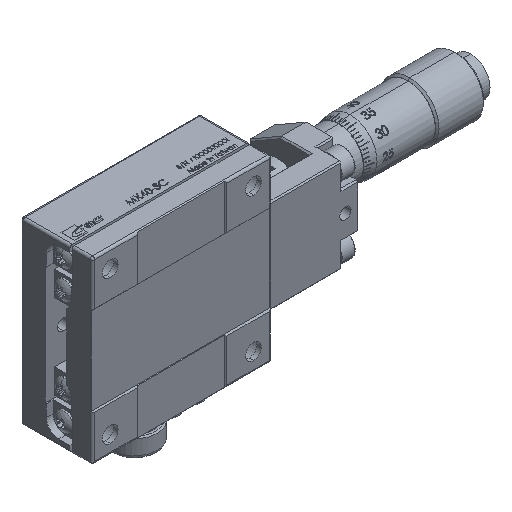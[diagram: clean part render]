
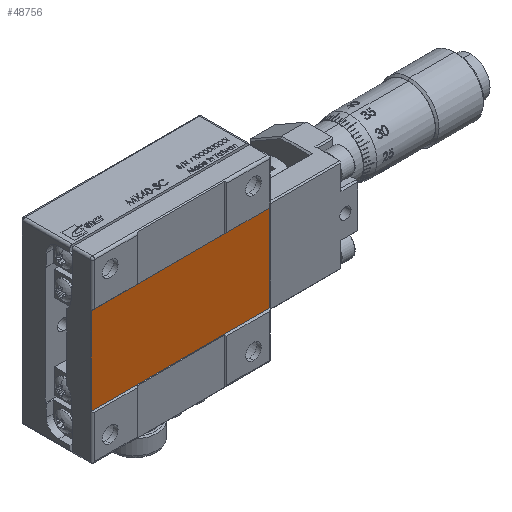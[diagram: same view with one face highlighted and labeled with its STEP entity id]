
A CAD part, isometric view. The second image highlights one B-rep face of the part: STEP entity #48756.
In plain terms, the highlighted planar face has unit normal (0, -1, 0).
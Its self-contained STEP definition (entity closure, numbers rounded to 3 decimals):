
#1881 = DIRECTION ( 'NONE',  ( 0., 1., 0. ) ) ;
#2793 = CARTESIAN_POINT ( 'NONE',  ( 55.952, -18.778, -12.636 ) ) ;
#4737 = ORIENTED_EDGE ( 'NONE', *, *, #63049, .T. ) ;
#10105 = VERTEX_POINT ( 'NONE', #62831 ) ;
#11468 = LINE ( 'NONE', #14832, #41834 ) ;
#14832 = CARTESIAN_POINT ( 'NONE',  ( 55.994, -18.778, -12.636 ) ) ;
#17411 = EDGE_CURVE ( 'NONE', #83292, #50398, #60292, .T. ) ;
#20322 = EDGE_CURVE ( 'NONE', #83292, #41103, #11468, .T. ) ;
#20457 = CARTESIAN_POINT ( 'NONE',  ( 16.035, -18.778, -12.636 ) ) ;
#21998 = DIRECTION ( 'NONE',  ( 0., 0., 1. ) ) ;
#24506 = DIRECTION ( 'NONE',  ( 0., 0., -1. ) ) ;
#27348 = CARTESIAN_POINT ( 'NONE',  ( 55.994, -18.778, 6.764 ) ) ;
#34058 = PLANE ( 'NONE',  #50280 ) ;
#35950 = VECTOR ( 'NONE', #24506, 1000. ) ;
#38971 = EDGE_LOOP ( 'NONE', ( #39796, #60988, #65143, #4737 ) ) ;
#39796 = ORIENTED_EDGE ( 'NONE', *, *, #20322, .F. ) ;
#41103 = VERTEX_POINT ( 'NONE', #20457 ) ;
#41834 = VECTOR ( 'NONE', #72971, 1000. ) ;
#43116 = VECTOR ( 'NONE', #21998, 1000. ) ;
#44461 = FACE_OUTER_BOUND ( 'NONE', #38971, .T. ) ;
#47081 = DIRECTION ( 'NONE',  ( 0., 0., 1. ) ) ;
#48756 = ADVANCED_FACE ( 'NONE', ( #44461 ), #34058, .F. ) ;
#50280 = AXIS2_PLACEMENT_3D ( 'NONE', #79223, #1881, #47081 ) ;
#50398 = VERTEX_POINT ( 'NONE', #54290 ) ;
#52030 = EDGE_CURVE ( 'NONE', #50398, #10105, #76394, .T. ) ;
#54290 = CARTESIAN_POINT ( 'NONE',  ( 55.952, -18.778, 6.764 ) ) ;
#60292 = LINE ( 'NONE', #2793, #43116 ) ;
#60988 = ORIENTED_EDGE ( 'NONE', *, *, #17411, .T. ) ;
#62831 = CARTESIAN_POINT ( 'NONE',  ( 16.035, -18.778, 6.764 ) ) ;
#63049 = EDGE_CURVE ( 'NONE', #10105, #41103, #72291, .T. ) ;
#63190 = CARTESIAN_POINT ( 'NONE',  ( 16.035, -18.778, 6.764 ) ) ;
#65143 = ORIENTED_EDGE ( 'NONE', *, *, #52030, .T. ) ;
#72291 = LINE ( 'NONE', #63190, #35950 ) ;
#72971 = DIRECTION ( 'NONE',  ( -1., 0., 0. ) ) ;
#74448 = CARTESIAN_POINT ( 'NONE',  ( 55.952, -18.778, -12.636 ) ) ;
#76394 = LINE ( 'NONE', #27348, #78462 ) ;
#78462 = VECTOR ( 'NONE', #83279, 1000. ) ;
#79223 = CARTESIAN_POINT ( 'NONE',  ( 55.994, -18.778, 6.764 ) ) ;
#83279 = DIRECTION ( 'NONE',  ( -1., 0., 0. ) ) ;
#83292 = VERTEX_POINT ( 'NONE', #74448 ) ;
